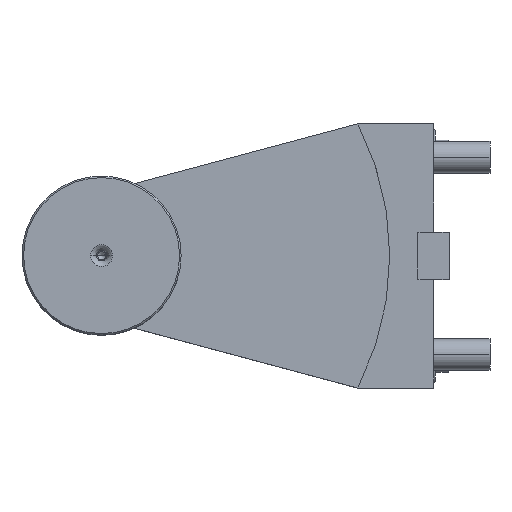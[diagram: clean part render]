
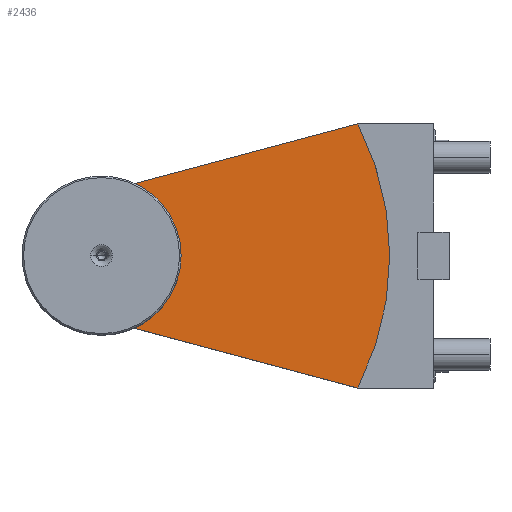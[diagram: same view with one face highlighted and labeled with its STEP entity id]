
A CAD part, top view. The second image highlights one B-rep face of the part: STEP entity #2436.
In plain terms, the highlighted planar face has unit normal (0, 0, 1).
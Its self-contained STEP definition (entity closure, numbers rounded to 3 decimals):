
#307=DIRECTION('',(0.707,-0.707,0.));
#308=VECTOR('',#307,13.506);
#309=CARTESIAN_POINT('',(-122.,-9.,7.));
#310=LINE('',#309,#308);
#311=DIRECTION('',(0.,-1.,0.));
#312=VECTOR('',#311,18.);
#313=CARTESIAN_POINT('',(-122.,9.,7.));
#314=LINE('',#313,#312);
#319=DIRECTION('',(0.,1.,0.));
#320=VECTOR('',#319,0.537);
#321=CARTESIAN_POINT('',(-24.,41.713,7.));
#322=LINE('',#321,#320);
#323=CARTESIAN_POINT('',(-106.,0.,7.));
#324=DIRECTION('',(0.,0.,1.));
#325=DIRECTION('',(0.891,-0.453,0.));
#326=AXIS2_PLACEMENT_3D('',#323,#324,#325);
#328=DIRECTION('',(0.,1.,0.));
#329=VECTOR('',#328,0.537);
#330=CARTESIAN_POINT('',(-24.,-42.25,7.));
#331=LINE('',#330,#329);
#332=CARTESIAN_POINT('',(-106.,0.,7.));
#333=DIRECTION('',(0.,0.,1.));
#334=DIRECTION('',(0.,1.,0.));
#335=AXIS2_PLACEMENT_3D('',#332,#333,#334);
#337=CARTESIAN_POINT('',(-106.,0.,7.));
#338=DIRECTION('',(0.,0.,1.));
#339=DIRECTION('',(0.,-1.,0.));
#340=AXIS2_PLACEMENT_3D('',#337,#338,#339);
#591=DIRECTION('',(-0.966,-0.259,0.));
#592=VECTOR('',#591,91.57);
#593=CARTESIAN_POINT('',(-24.,42.25,7.));
#594=LINE('',#593,#592);
#603=DIRECTION('',(-0.707,-0.707,0.));
#604=VECTOR('',#603,13.506);
#605=CARTESIAN_POINT('',(-112.45,18.55,7.));
#606=LINE('',#605,#604);
#1011=DIRECTION('',(0.966,-0.259,0.));
#1012=VECTOR('',#1011,91.57);
#1013=CARTESIAN_POINT('',(-112.45,-18.55,7.));
#1014=LINE('',#1013,#1012);
#1609=CARTESIAN_POINT('',(-24.,42.25,7.));
#1610=CARTESIAN_POINT('',(-112.45,18.55,7.));
#1611=VERTEX_POINT('',#1609);
#1612=VERTEX_POINT('',#1610);
#1615=CARTESIAN_POINT('',(-112.45,-18.55,7.));
#1616=CARTESIAN_POINT('',(-24.,-42.25,7.));
#1617=VERTEX_POINT('',#1615);
#1618=VERTEX_POINT('',#1616);
#1658=CARTESIAN_POINT('',(-24.,41.713,7.));
#1660=VERTEX_POINT('',#1658);
#1662=CARTESIAN_POINT('',(-24.,-41.713,7.));
#1664=VERTEX_POINT('',#1662);
#1685=CARTESIAN_POINT('',(-122.,9.,7.));
#1686=VERTEX_POINT('',#1685);
#1687=CARTESIAN_POINT('',(-122.,-9.,7.));
#1688=VERTEX_POINT('',#1687);
#1891=CARTESIAN_POINT('',(-106.,9.45,7.));
#1892=CARTESIAN_POINT('',(-106.,-9.45,7.));
#1893=VERTEX_POINT('',#1891);
#1894=VERTEX_POINT('',#1892);
#2409=CARTESIAN_POINT('',(0.,0.,7.));
#2410=DIRECTION('',(0.,0.,1.));
#2411=DIRECTION('',(0.,1.,0.));
#2412=AXIS2_PLACEMENT_3D('',#2409,#2410,#2411);
#2413=PLANE('',#2412);
#2415=ORIENTED_EDGE('',*,*,#2414,.F.);
#2417=ORIENTED_EDGE('',*,*,#2416,.F.);
#2419=ORIENTED_EDGE('',*,*,#2418,.F.);
#2421=ORIENTED_EDGE('',*,*,#2420,.F.);
#2422=ORIENTED_EDGE('',*,*,#2388,.F.);
#2423=ORIENTED_EDGE('',*,*,#2400,.F.);
#2425=ORIENTED_EDGE('',*,*,#2424,.F.);
#2427=ORIENTED_EDGE('',*,*,#2426,.F.);
#2428=EDGE_LOOP('',(#2415,#2417,#2419,#2421,#2422,#2423,#2425,#2427));
#2429=FACE_OUTER_BOUND('',#2428,.F.);
#2431=ORIENTED_EDGE('',*,*,#2430,.T.);
#2433=ORIENTED_EDGE('',*,*,#2432,.T.);
#2434=EDGE_LOOP('',(#2431,#2433));
#2435=FACE_BOUND('',#2434,.F.);
#2436=ADVANCED_FACE('',(#2429,#2435),#2413,.T.);
#327=CIRCLE('',#326,92.);
#336=CIRCLE('',#335,9.45);
#341=CIRCLE('',#340,9.45);
#2388=EDGE_CURVE('',#1688,#1617,#310,.T.);
#2400=EDGE_CURVE('',#1686,#1688,#314,.T.);
#2414=EDGE_CURVE('',#1660,#1611,#322,.T.);
#2416=EDGE_CURVE('',#1664,#1660,#327,.T.);
#2418=EDGE_CURVE('',#1618,#1664,#331,.T.);
#2420=EDGE_CURVE('',#1617,#1618,#1014,.T.);
#2424=EDGE_CURVE('',#1612,#1686,#606,.T.);
#2426=EDGE_CURVE('',#1611,#1612,#594,.T.);
#2430=EDGE_CURVE('',#1893,#1894,#336,.T.);
#2432=EDGE_CURVE('',#1894,#1893,#341,.T.);
